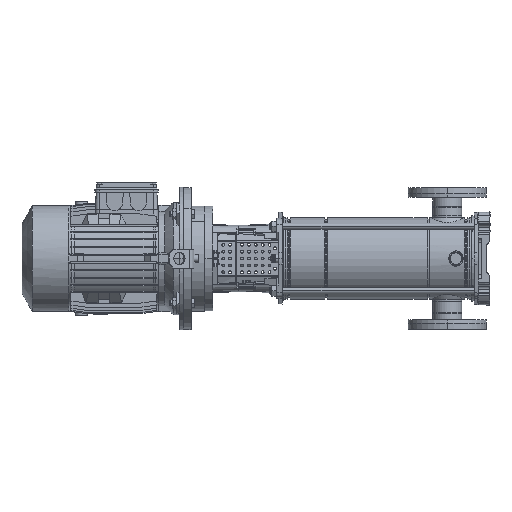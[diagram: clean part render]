
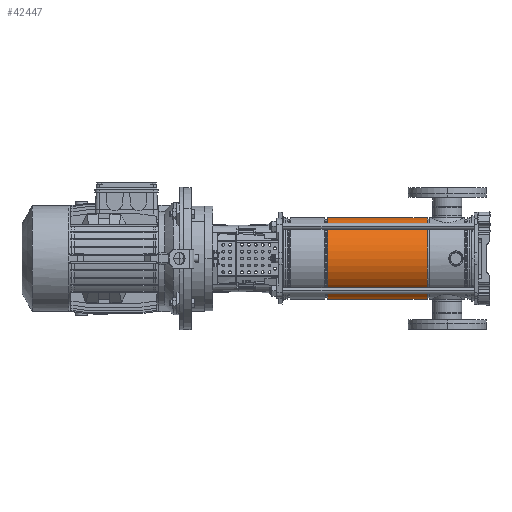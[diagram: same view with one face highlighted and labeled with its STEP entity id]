
A CAD part, left-side view. The second image highlights one B-rep face of the part: STEP entity #42447.
In plain terms, the highlighted cylindrical face has radius 85.9 mm (diameter 171.8 mm), a partial arc.
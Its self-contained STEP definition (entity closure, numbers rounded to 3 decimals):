
#407 = AXIS2_PLACEMENT_3D ( 'NONE', #20021, #4275, #3275 ) ;
#3275 = DIRECTION ( 'NONE',  ( -1., 0., 0. ) ) ;
#4275 = DIRECTION ( 'NONE',  ( 0., 0., -1. ) ) ;
#4964 = CARTESIAN_POINT ( 'NONE',  ( -85.9, 0., 0. ) ) ;
#5336 = ORIENTED_EDGE ( 'NONE', *, *, #24725, .F. ) ;
#20021 = CARTESIAN_POINT ( 'NONE',  ( 0., 0., 0. ) ) ;
#24725 = EDGE_CURVE ( 'NONE', #91492, #82051, #33512, .T. ) ;
#26090 = DIRECTION ( 'NONE',  ( -1., 0., 0. ) ) ;
#28314 = CARTESIAN_POINT ( 'NONE',  ( 0., 0., 303.103 ) ) ;
#29759 = DIRECTION ( 'NONE',  ( 0., 0., -1. ) ) ;
#30771 = ORIENTED_EDGE ( 'NONE', *, *, #40597, .F. ) ;
#33512 = CIRCLE ( 'NONE', #69103, 85.9 ) ;
#36047 = CARTESIAN_POINT ( 'NONE',  ( 85.9, 0., 303.103 ) ) ;
#39267 = VERTEX_POINT ( 'NONE', #36047 ) ;
#40597 = EDGE_CURVE ( 'NONE', #39267, #91492, #65480, .T. ) ;
#40785 = VECTOR ( 'NONE', #59240, 1000. ) ;
#41746 = VECTOR ( 'NONE', #29759, 1000. ) ;
#42447 = ADVANCED_FACE ( 'NONE', ( #42785 ), #89454, .T. ) ;
#42785 = FACE_OUTER_BOUND ( 'NONE', #69728, .T. ) ;
#44447 = LINE ( 'NONE', #4964, #41746 ) ;
#45185 = AXIS2_PLACEMENT_3D ( 'NONE', #28314, #59730, #59231 ) ;
#51613 = ORIENTED_EDGE ( 'NONE', *, *, #57532, .T. ) ;
#57532 = EDGE_CURVE ( 'NONE', #70203, #82051, #44447, .T. ) ;
#58151 = CARTESIAN_POINT ( 'NONE',  ( 85.9, 0., 93.897 ) ) ;
#59231 = DIRECTION ( 'NONE',  ( -1., 0., 0. ) ) ;
#59240 = DIRECTION ( 'NONE',  ( 0., 0., -1. ) ) ;
#59730 = DIRECTION ( 'NONE',  ( 0., 0., -1. ) ) ;
#65480 = LINE ( 'NONE', #96430, #40785 ) ;
#69103 = AXIS2_PLACEMENT_3D ( 'NONE', #72174, #95534, #26090 ) ;
#69728 = EDGE_LOOP ( 'NONE', ( #30771, #99236, #51613, #5336 ) ) ;
#70203 = VERTEX_POINT ( 'NONE', #95776 ) ;
#72174 = CARTESIAN_POINT ( 'NONE',  ( 0., 0., 93.897 ) ) ;
#72764 = CIRCLE ( 'NONE', #45185, 85.9 ) ;
#75387 = EDGE_CURVE ( 'NONE', #39267, #70203, #72764, .T. ) ;
#82051 = VERTEX_POINT ( 'NONE', #99280 ) ;
#89454 = CYLINDRICAL_SURFACE ( 'NONE', #407, 85.9 ) ;
#91492 = VERTEX_POINT ( 'NONE', #58151 ) ;
#95534 = DIRECTION ( 'NONE',  ( 0., 0., -1. ) ) ;
#95776 = CARTESIAN_POINT ( 'NONE',  ( -85.9, 0., 303.103 ) ) ;
#96430 = CARTESIAN_POINT ( 'NONE',  ( 85.9, 0., 0. ) ) ;
#99236 = ORIENTED_EDGE ( 'NONE', *, *, #75387, .T. ) ;
#99280 = CARTESIAN_POINT ( 'NONE',  ( -85.9, 0., 93.897 ) ) ;
